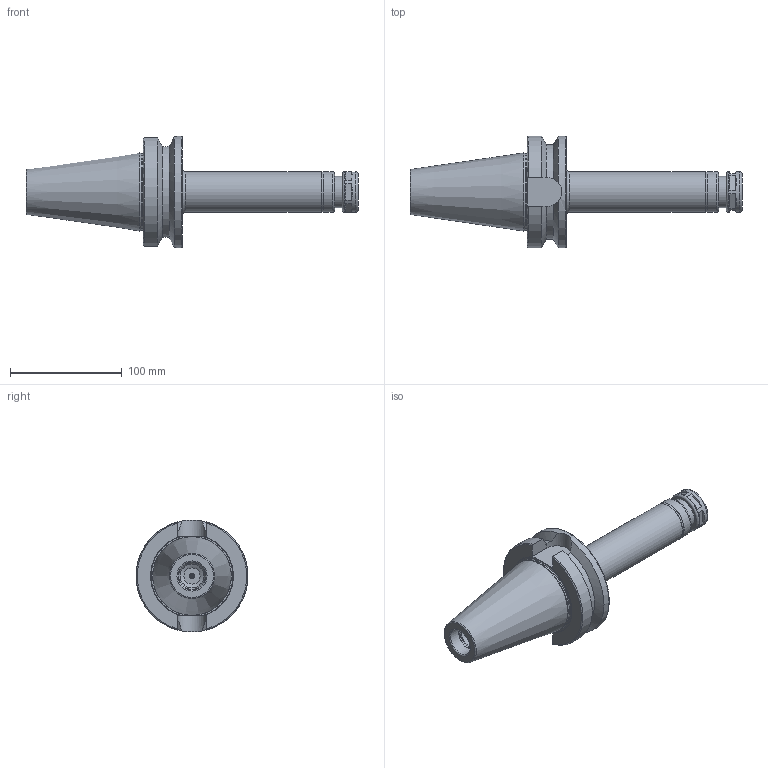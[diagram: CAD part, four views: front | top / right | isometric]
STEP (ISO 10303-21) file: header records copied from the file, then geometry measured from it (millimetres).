
FILE_DESCRIPTION((''),'2;1');
FILE_NAME('254010516195-3D.stp','2020-04-14T17:02:11',('nttooll'),(''),'Autodesk Inventor 2012','Autodesk Inventor 2012','');
FILE_SCHEMA(('AUTOMOTIVE_DESIGN { 1 0 10303 214 1 1 1 1 }'));
Length unit declared in the file: millimetre
Products named in the file (1): 254010516195-3D
Bounding box: 296.8 x 100 x 100 mm (x, y, z)
Volume: 565290.7 mm3; surface area: 81741.4 mm2
Topology: 1 solids, 1 shells, 114 faces, 232 edges, 144 vertices
Faces by surface type: plane 47, cylinder 34, cone 22, torus 11
Full cylindrical faces by diameter (mm): 2 x1, 4.5 x1, 5 x1, 12.8 x1, 13.319 x1, 14.5 x1, 15.8 x1, 15.9 x1, 16.3 x1, 17 x2, 17.5 x1, 20 x1, 21 x1, 21.3 x1, 22.1 x1, 24 x1, 24.5 x1, 25 x1, 25.4 x1, 28 x2, 35.6 x1, 36 x2, 36.3 x1, 68.9 x1, 100 x1
Entity records: 2774 total; most frequent: CARTESIAN_POINT 541, DIRECTION 486, ORIENTED_EDGE 350, AXIS2_PLACEMENT_3D 218, EDGE_LOOP 194, EDGE_CURVE 175, VERTEX_POINT 141, FACE_OUTER_BOUND 114
